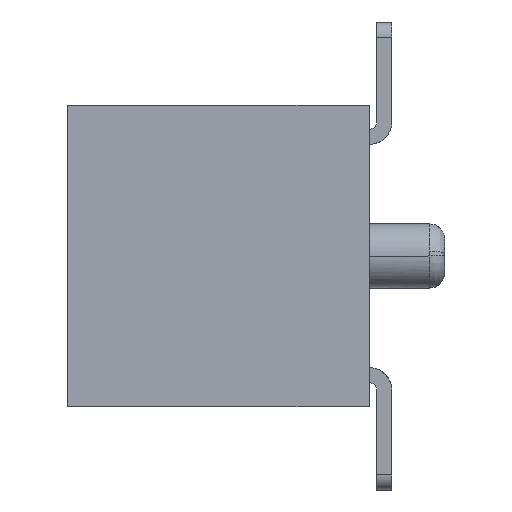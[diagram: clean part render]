
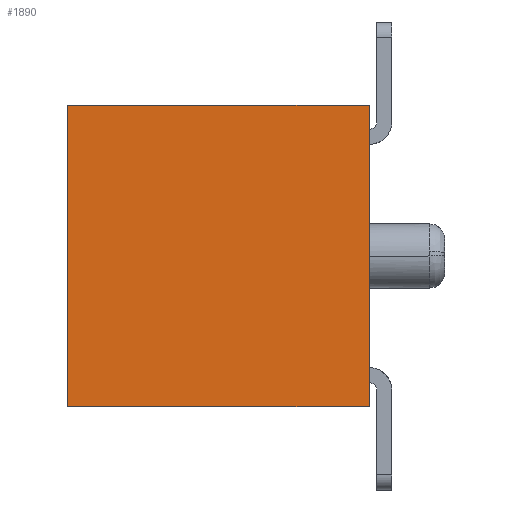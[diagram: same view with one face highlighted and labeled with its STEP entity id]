
A CAD part, left-side view. The second image highlights one B-rep face of the part: STEP entity #1890.
In plain terms, the highlighted planar face has unit normal (-1, 0, 0).
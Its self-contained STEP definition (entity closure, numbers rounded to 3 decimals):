
#1820=CARTESIAN_POINT('',(0.,3.,-2.25));
#1821=DIRECTION('',(0.,0.,1.));
#1822=DIRECTION('',(-1.,0.,0.));
#1823=AXIS2_PLACEMENT_3D('',#1820,#1822,#1821);
#1824=PLANE('',#1823);
#1825=CARTESIAN_POINT('',(0.,1.,-4.075));
#1826=VERTEX_POINT('',#1825);
#1827=CARTESIAN_POINT('',(0.,1.,-4.25));
#1828=VERTEX_POINT('',#1827);
#1829=CARTESIAN_POINT('',(0.,1.,-4.075));
#1830=CARTESIAN_POINT('',(0.,1.,-4.11));
#1831=CARTESIAN_POINT('',(0.,1.,-4.145));
#1832=CARTESIAN_POINT('',(0.,1.,-4.18));
#1833=CARTESIAN_POINT('',(0.,1.,-4.215));
#1834=CARTESIAN_POINT('',(0.,1.,-4.25));
#1835=B_SPLINE_CURVE_WITH_KNOTS('',5,(#1829,#1830,#1831,#1832,#1833,#1834),.UNSPECIFIED.,.F.,.U.,(6,6),(0.,0.175),.UNSPECIFIED.);
#1836=EDGE_CURVE('',#1826,#1828,#1835,.T.);
#1837=ORIENTED_EDGE('',*,*,#1836,.F.);
#1838=CARTESIAN_POINT('',(0.,1.,-0.425));
#1839=VERTEX_POINT('',#1838);
#1840=CARTESIAN_POINT('',(0.,1.,-0.425));
#1841=DIRECTION('',(0.,0.,-1.));
#1842=VECTOR('',#1841,3.65);
#1843=LINE('',#1840,#1842);
#1844=EDGE_CURVE('',#1839,#1826,#1843,.T.);
#1845=ORIENTED_EDGE('',*,*,#1844,.F.);
#1846=CARTESIAN_POINT('',(0.,1.,-0.25));
#1847=VERTEX_POINT('',#1846);
#1848=CARTESIAN_POINT('',(0.,1.,-0.425));
#1849=CARTESIAN_POINT('',(0.,1.,-0.39));
#1850=CARTESIAN_POINT('',(0.,1.,-0.355));
#1851=CARTESIAN_POINT('',(0.,1.,-0.32));
#1852=CARTESIAN_POINT('',(0.,1.,-0.285));
#1853=CARTESIAN_POINT('',(0.,1.,-0.25));
#1854=B_SPLINE_CURVE_WITH_KNOTS('',5,(#1848,#1849,#1850,#1851,#1852,#1853),.UNSPECIFIED.,.F.,.U.,(6,6),(0.,0.175),.UNSPECIFIED.);
#1855=EDGE_CURVE('',#1839,#1847,#1854,.T.);
#1856=ORIENTED_EDGE('',*,*,#1855,.T.);
#1857=CARTESIAN_POINT('',(0.,5.,-0.25));
#1858=VERTEX_POINT('',#1857);
#1859=CARTESIAN_POINT('',(0.,1.,-0.25));
#1860=CARTESIAN_POINT('',(0.,1.8,-0.25));
#1861=CARTESIAN_POINT('',(0.,2.6,-0.25));
#1862=CARTESIAN_POINT('',(0.,3.4,-0.25));
#1863=CARTESIAN_POINT('',(0.,4.2,-0.25));
#1864=CARTESIAN_POINT('',(0.,5.,-0.25));
#1865=B_SPLINE_CURVE_WITH_KNOTS('',5,(#1859,#1860,#1861,#1862,#1863,#1864),.UNSPECIFIED.,.F.,.U.,(6,6),(0.,4.),.UNSPECIFIED.);
#1866=EDGE_CURVE('',#1847,#1858,#1865,.T.);
#1867=ORIENTED_EDGE('',*,*,#1866,.T.);
#1868=CARTESIAN_POINT('',(0.,5.,-4.25));
#1869=VERTEX_POINT('',#1868);
#1870=CARTESIAN_POINT('',(0.,5.,-0.25));
#1871=CARTESIAN_POINT('',(0.,5.,-1.05));
#1872=CARTESIAN_POINT('',(0.,5.,-1.85));
#1873=CARTESIAN_POINT('',(0.,5.,-2.65));
#1874=CARTESIAN_POINT('',(0.,5.,-3.45));
#1875=CARTESIAN_POINT('',(0.,5.,-4.25));
#1876=B_SPLINE_CURVE_WITH_KNOTS('',5,(#1870,#1871,#1872,#1873,#1874,#1875),.UNSPECIFIED.,.F.,.U.,(6,6),(0.,4.),.UNSPECIFIED.);
#1877=EDGE_CURVE('',#1858,#1869,#1876,.T.);
#1878=ORIENTED_EDGE('',*,*,#1877,.T.);
#1879=CARTESIAN_POINT('',(0.,5.,-4.25));
#1880=CARTESIAN_POINT('',(0.,4.2,-4.25));
#1881=CARTESIAN_POINT('',(0.,3.4,-4.25));
#1882=CARTESIAN_POINT('',(0.,2.6,-4.25));
#1883=CARTESIAN_POINT('',(0.,1.8,-4.25));
#1884=CARTESIAN_POINT('',(0.,1.,-4.25));
#1885=B_SPLINE_CURVE_WITH_KNOTS('',5,(#1879,#1880,#1881,#1882,#1883,#1884),.UNSPECIFIED.,.F.,.U.,(6,6),(0.,4.),.UNSPECIFIED.);
#1886=EDGE_CURVE('',#1869,#1828,#1885,.T.);
#1887=ORIENTED_EDGE('',*,*,#1886,.T.);
#1888=EDGE_LOOP('',(#1837,#1845,#1856,#1867,#1878,#1887));
#1889=FACE_OUTER_BOUND('',#1888,.T.);
#1890=ADVANCED_FACE('',(#1889),#1824,.T.);
